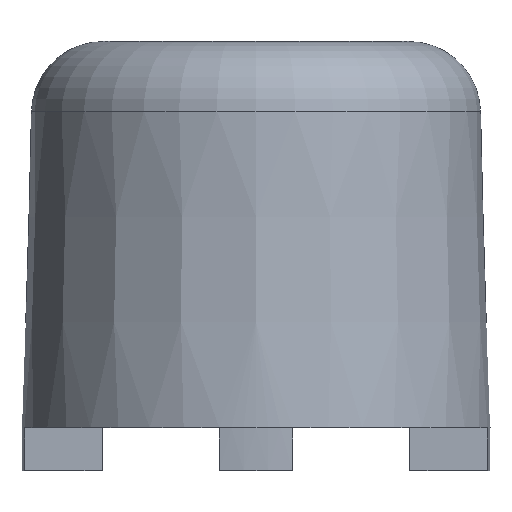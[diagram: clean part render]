
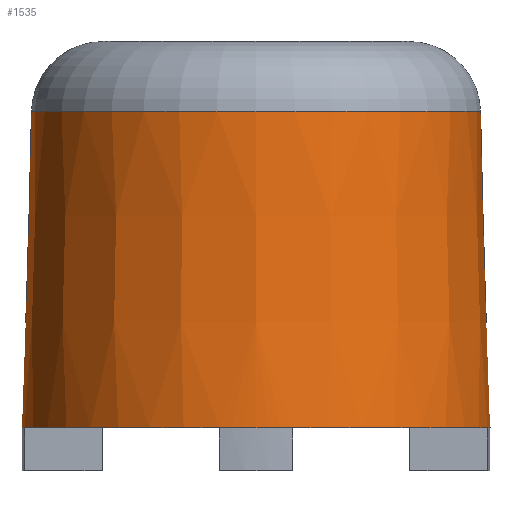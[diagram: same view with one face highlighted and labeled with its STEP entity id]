
A CAD part, left-side view. The second image highlights one B-rep face of the part: STEP entity #1535.
In plain terms, the highlighted conical face has half-angle 1.761 degrees and reference radius 26.2 mm.
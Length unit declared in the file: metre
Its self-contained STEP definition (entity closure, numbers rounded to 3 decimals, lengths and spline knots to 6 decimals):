
#61=CONICAL_SURFACE('',#1646,0.0262,0.031);
#70=CIRCLE('',#1631,0.02608);
#72=CIRCLE('',#1634,0.02608);
#75=CIRCLE('',#1638,0.02608);
#77=CIRCLE('',#1641,0.02608);
#79=CIRCLE('',#1645,0.024996);
#80=CIRCLE('',#1647,0.02608);
#81=CIRCLE('',#1648,0.02608);
#82=CIRCLE('',#1649,0.02608);
#83=CIRCLE('',#1650,0.02608);
#145=ORIENTED_EDGE('',*,*,#591,.T.);
#146=ORIENTED_EDGE('',*,*,#584,.T.);
#147=ORIENTED_EDGE('',*,*,#592,.T.);
#148=ORIENTED_EDGE('',*,*,#579,.T.);
#149=ORIENTED_EDGE('',*,*,#593,.T.);
#150=ORIENTED_EDGE('',*,*,#575,.T.);
#151=ORIENTED_EDGE('',*,*,#594,.T.);
#152=ORIENTED_EDGE('',*,*,#589,.T.);
#153=ORIENTED_EDGE('',*,*,#595,.T.);
#575=EDGE_CURVE('',#800,#798,#70,.F.);
#579=EDGE_CURVE('',#804,#802,#72,.F.);
#584=EDGE_CURVE('',#809,#808,#75,.F.);
#589=EDGE_CURVE('',#811,#813,#77,.F.);
#591=EDGE_CURVE('',#815,#815,#79,.T.);
#592=EDGE_CURVE('',#808,#804,#80,.F.);
#593=EDGE_CURVE('',#802,#800,#81,.F.);
#594=EDGE_CURVE('',#798,#811,#82,.F.);
#595=EDGE_CURVE('',#813,#809,#83,.F.);
#798=VERTEX_POINT('',#2201);
#800=VERTEX_POINT('',#2204);
#802=VERTEX_POINT('',#2210);
#804=VERTEX_POINT('',#2213);
#808=VERTEX_POINT('',#2222);
#809=VERTEX_POINT('',#2224);
#811=VERTEX_POINT('',#2229);
#813=VERTEX_POINT('',#2233);
#815=VERTEX_POINT('',#2240);
#1226=EDGE_LOOP('',(#145));
#1227=EDGE_LOOP('',(#146,#147,#148,#149,#150,#151,#152,#153));
#1349=FACE_BOUND('',#1226,.T.);
#1350=FACE_BOUND('',#1227,.T.);
#1535=ADVANCED_FACE('',(#1349,#1350),#61,.T.);
#1631=AXIS2_PLACEMENT_3D('',#2203,#1779,#1780);
#1634=AXIS2_PLACEMENT_3D('',#2212,#1787,#1788);
#1638=AXIS2_PLACEMENT_3D('',#2223,#1797,#1798);
#1641=AXIS2_PLACEMENT_3D('',#2234,#1806,#1807);
#1645=AXIS2_PLACEMENT_3D('',#2239,#1814,#1815);
#1646=AXIS2_PLACEMENT_3D('',#2241,#1816,#1817);
#1647=AXIS2_PLACEMENT_3D('',#2242,#1818,#1819);
#1648=AXIS2_PLACEMENT_3D('',#2243,#1820,#1821);
#1649=AXIS2_PLACEMENT_3D('',#2244,#1822,#1823);
#1650=AXIS2_PLACEMENT_3D('',#2245,#1824,#1825);
#1779=DIRECTION('',(0.,0.,-1.));
#1780=DIRECTION('',(-1.,0.,0.));
#1787=DIRECTION('',(0.,0.,-1.));
#1788=DIRECTION('',(-1.,0.,0.));
#1797=DIRECTION('',(0.,0.,-1.));
#1798=DIRECTION('',(-1.,0.,0.));
#1806=DIRECTION('',(0.,0.,-1.));
#1807=DIRECTION('',(-1.,0.,0.));
#1814=DIRECTION('',(0.,0.,-1.));
#1815=DIRECTION('',(-1.,0.,0.));
#1816=DIRECTION('',(0.,0.,-1.));
#1817=DIRECTION('',(-1.,0.,0.));
#1818=DIRECTION('',(0.,0.,-1.));
#1819=DIRECTION('',(-1.,0.,0.));
#1820=DIRECTION('',(0.,0.,-1.));
#1821=DIRECTION('',(-1.,0.,0.));
#1822=DIRECTION('',(0.,0.,-1.));
#1823=DIRECTION('',(-1.,0.,0.));
#1824=DIRECTION('',(0.,0.,-1.));
#1825=DIRECTION('',(-1.,0.,0.));
#2201=CARTESIAN_POINT('',(0.004075,0.02576,0.036));
#2203=CARTESIAN_POINT('',(0.,0.,0.036));
#2204=CARTESIAN_POINT('',(0.02576,0.004075,0.036));
#2210=CARTESIAN_POINT('',(0.02576,-0.004075,0.036));
#2212=CARTESIAN_POINT('',(0.,0.,0.036));
#2213=CARTESIAN_POINT('',(0.004075,-0.02576,0.036));
#2222=CARTESIAN_POINT('',(-0.004075,-0.02576,0.036));
#2223=CARTESIAN_POINT('',(0.,0.,0.036));
#2224=CARTESIAN_POINT('',(-0.02576,-0.004075,0.036));
#2229=CARTESIAN_POINT('',(-0.004075,0.02576,0.036));
#2233=CARTESIAN_POINT('',(-0.02576,0.004075,0.036));
#2234=CARTESIAN_POINT('',(0.,0.,0.036));
#2239=CARTESIAN_POINT('',(0.,0.,0.071246));
#2240=CARTESIAN_POINT('',(-0.024996,0.,0.071246));
#2241=CARTESIAN_POINT('',(0.,0.,0.032092));
#2242=CARTESIAN_POINT('',(0.,0.,0.036));
#2243=CARTESIAN_POINT('',(0.,0.,0.036));
#2244=CARTESIAN_POINT('',(0.,0.,0.036));
#2245=CARTESIAN_POINT('',(0.,0.,0.036));
